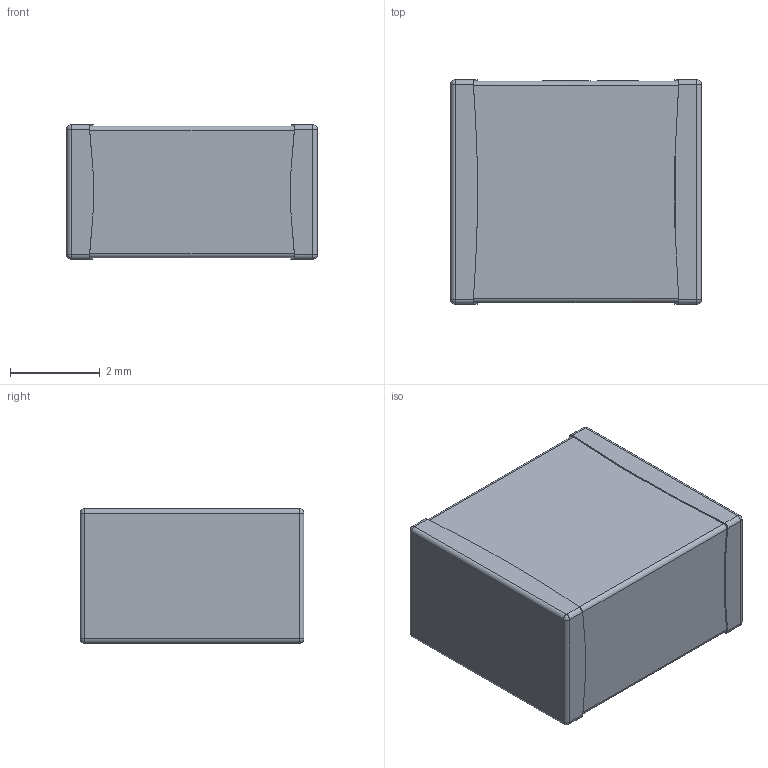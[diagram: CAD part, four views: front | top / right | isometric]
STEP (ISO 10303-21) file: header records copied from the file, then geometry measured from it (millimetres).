
FILE_DESCRIPTION (( 'STEP AP214' ), '1' );
FILE_NAME ('C2220_L5.6-W5.0-H3.0.step', '2022-07-01T06:13:20', ( '' ), ( '' ), 'SwSTEP 2.0', 'SolidWorks 2020', '' );
FILE_SCHEMA (( 'AUTOMOTIVE_DESIGN' ));
Length unit declared in the file: millimetre
Products named in the file (1): C2220_L5.6-W5.0-H3.0
Bounding box: 5.6 x 5 x 3 mm (x, y, z)
Volume: 81.8 mm3; surface area: 117.3 mm2
Topology: 1 solids, 1 shells, 343 faces, 929 edges, 606 vertices
Faces by surface type: plane 193, bspline 112, cylinder 30, sphere 8
Entity records: 15183 total; most frequent: CARTESIAN_POINT 4275, ORIENTED_EDGE 1842, DIRECTION 1169, EDGE_CURVE 921, VERTEX_POINT 606, LINE 601, VECTOR 601, EDGE_LOOP 369
